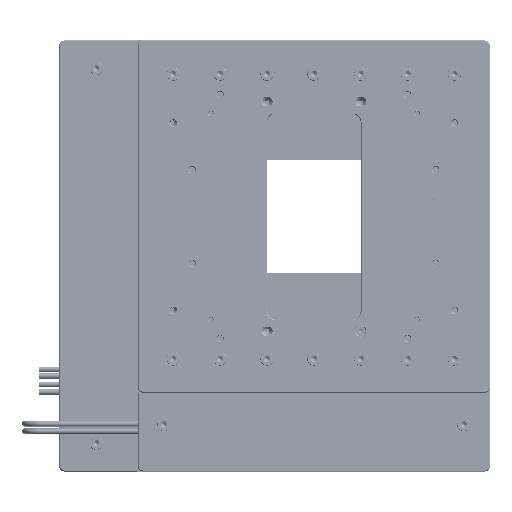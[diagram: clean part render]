
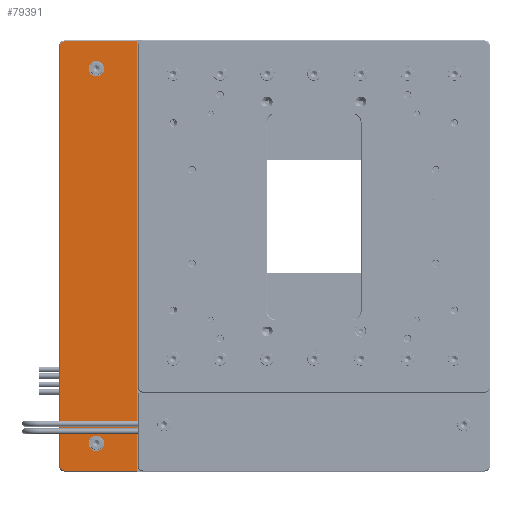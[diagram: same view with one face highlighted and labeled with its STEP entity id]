
A CAD part, top view. The second image highlights one B-rep face of the part: STEP entity #79391.
In plain terms, the highlighted planar face has unit normal (0, 0, 1).
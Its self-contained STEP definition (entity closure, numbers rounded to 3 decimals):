
#2690 = EDGE_CURVE ( 'NONE', #41212, #29965, #105784, .T. ) ;
#3710 = ORIENTED_EDGE ( 'NONE', *, *, #116281, .F. ) ;
#5630 = ORIENTED_EDGE ( 'NONE', *, *, #93481, .T. ) ;
#5923 = CARTESIAN_POINT ( 'NONE',  ( -116., 79., 14. ) ) ;
#7163 = CARTESIAN_POINT ( 'NONE',  ( -94.5, -135.5, 14. ) ) ;
#7188 = CARTESIAN_POINT ( 'NONE',  ( -134.536, -134.999, 14. ) ) ;
#8616 = CARTESIAN_POINT ( 'NONE',  ( -135.5, -133.328, 14. ) ) ;
#9064 = CARTESIAN_POINT ( 'NONE',  ( -120.167, -135.5, 14. ) ) ;
#10145 = B_SPLINE_CURVE_WITH_KNOTS ( 'NONE', 3,
 ( #99738, #9064, #97617, #140793 ),
 .UNSPECIFIED., .F., .F.,
 ( 4, 4 ),
 ( 0., 1. ),
 .UNSPECIFIED. ) ;
#11561 = CARTESIAN_POINT ( 'NONE',  ( -116., 83.125, 14. ) ) ;
#13428 = CARTESIAN_POINT ( 'NONE',  ( -135.184, 92.259, 14. ) ) ;
#14148 = CARTESIAN_POINT ( 'NONE',  ( -134.536, 92.999, 14. ) ) ;
#17724 = CARTESIAN_POINT ( 'NONE',  ( -116., 79., 14. ) ) ;
#18164 = DIRECTION ( 'NONE',  ( 0., -1., 0. ) ) ;
#20029 = EDGE_CURVE ( 'NONE', #29965, #40044, #75897, .T. ) ;
#23532 = CARTESIAN_POINT ( 'NONE',  ( -133.654, 93.435, 14. ) ) ;
#26501 = DIRECTION ( 'NONE',  ( 0., -1., 0. ) ) ;
#28059 = CARTESIAN_POINT ( 'NONE',  ( -135.5, 16.333, 14. ) ) ;
#29503 = CARTESIAN_POINT ( 'NONE',  ( -133.654, -135.435, 14. ) ) ;
#29965 = VERTEX_POINT ( 'NONE', #122559 ) ;
#34330 = CARTESIAN_POINT ( 'NONE',  ( -135.5, 91., 14. ) ) ;
#35396 = EDGE_CURVE ( 'NONE', #60762, #71766, #121646, .T. ) ;
#37739 = ORIENTED_EDGE ( 'NONE', *, *, #20029, .T. ) ;
#39029 = DIRECTION ( 'NONE',  ( 0., 1., 0. ) ) ;
#39214 = CARTESIAN_POINT ( 'NONE',  ( -116., -125.125, 14. ) ) ;
#40044 = VERTEX_POINT ( 'NONE', #108594 ) ;
#41212 = VERTEX_POINT ( 'NONE', #64048 ) ;
#43751 = DIRECTION ( 'NONE',  ( 0., 1., 0. ) ) ;
#43872 = ORIENTED_EDGE ( 'NONE', *, *, #96528, .F. ) ;
#44872 = AXIS2_PLACEMENT_3D ( 'NONE', #84353, #62050, #18164 ) ;
#45164 = CARTESIAN_POINT ( 'NONE',  ( -116., -121., 14. ) ) ;
#48074 = EDGE_CURVE ( 'NONE', #120798, #53666, #134091, .T. ) ;
#50789 = CARTESIAN_POINT ( 'NONE',  ( -135.5, -133., 14. ) ) ;
#51061 = DIRECTION ( 'NONE',  ( 0., 1., 0. ) ) ;
#53218 = CARTESIAN_POINT ( 'NONE',  ( -135.435, -133.654, 14. ) ) ;
#53666 = VERTEX_POINT ( 'NONE', #11561 ) ;
#54684 = ORIENTED_EDGE ( 'NONE', *, *, #35396, .F. ) ;
#56030 = FACE_BOUND ( 'NONE', #93521, .T. ) ;
#56660 = DIRECTION ( 'NONE',  ( 0., 0., 1. ) ) ;
#57322 = CARTESIAN_POINT ( 'NONE',  ( -135.5, 91.329, 14. ) ) ;
#57744 = CARTESIAN_POINT ( 'NONE',  ( -107.333, 93.5, 14. ) ) ;
#58781 = VERTEX_POINT ( 'NONE', #125566 ) ;
#59868 = CARTESIAN_POINT ( 'NONE',  ( -120.167, 93.5, 14. ) ) ;
#59921 = B_SPLINE_CURVE_WITH_KNOTS ( 'NONE', 3,
 ( #112765, #90461, #23532, #89726, #14148, #65986, #13428, #132937, #57322, #34330 ),
 .UNSPECIFIED., .F., .F.,
 ( 4, 2, 2, 2, 4 ),
 ( 0., 0.25, 0.5, 0.75, 1. ),
 .UNSPECIFIED. ) ;
#60762 = VERTEX_POINT ( 'NONE', #123848 ) ;
#62050 = DIRECTION ( 'NONE',  ( 0., 0., 1. ) ) ;
#62113 = ORIENTED_EDGE ( 'NONE', *, *, #48074, .F. ) ;
#63279 = CARTESIAN_POINT ( 'NONE',  ( -135.5, -133., 14. ) ) ;
#63319 = CARTESIAN_POINT ( 'NONE',  ( -135.5, -133., 14. ) ) ;
#63883 = ORIENTED_EDGE ( 'NONE', *, *, #112937, .T. ) ;
#64025 = CARTESIAN_POINT ( 'NONE',  ( -133., -135.5, 14. ) ) ;
#64048 = CARTESIAN_POINT ( 'NONE',  ( -94.5, -135.5, 14. ) ) ;
#65140 = EDGE_LOOP ( 'NONE', ( #54684, #43872 ) ) ;
#65986 = CARTESIAN_POINT ( 'NONE',  ( -134.999, 92.536, 14. ) ) ;
#66899 = B_SPLINE_CURVE_WITH_KNOTS ( 'NONE', 3,
 ( #63319, #8616, #53218, #72701, #116611, #7188, #105112, #29503, #113986, #64025 ),
 .UNSPECIFIED., .F., .F.,
 ( 4, 2, 2, 2, 4 ),
 ( 0., 0.25, 0.5, 0.75, 1. ),
 .UNSPECIFIED. ) ;
#71766 = VERTEX_POINT ( 'NONE', #39214 ) ;
#72009 = AXIS2_PLACEMENT_3D ( 'NONE', #17724, #73119, #95457 ) ;
#72701 = CARTESIAN_POINT ( 'NONE',  ( -135.184, -134.259, 14. ) ) ;
#73119 = DIRECTION ( 'NONE',  ( 0., 0., 1. ) ) ;
#74083 = CARTESIAN_POINT ( 'NONE',  ( -135.5, -58.333, 14. ) ) ;
#75897 = B_SPLINE_CURVE_WITH_KNOTS ( 'NONE', 3,
 ( #136211, #57744, #59868, #93010 ),
 .UNSPECIFIED., .F., .F.,
 ( 4, 4 ),
 ( 0., 1. ),
 .UNSPECIFIED. ) ;
#79391 = ADVANCED_FACE ( 'NONE', ( #56030, #91265, #136626 ), #82585, .T. ) ;
#82585 = PLANE ( 'NONE',  #128193 ) ;
#83294 = CARTESIAN_POINT ( 'NONE',  ( -94.5, -21., 14. ) ) ;
#84353 = CARTESIAN_POINT ( 'NONE',  ( -116., -121., 14. ) ) ;
#84513 = VERTEX_POINT ( 'NONE', #50789 ) ;
#89726 = CARTESIAN_POINT ( 'NONE',  ( -134.259, 93.184, 14. ) ) ;
#90461 = CARTESIAN_POINT ( 'NONE',  ( -133.328, 93.5, 14. ) ) ;
#91265 = FACE_BOUND ( 'NONE', #65140, .T. ) ;
#91410 = EDGE_LOOP ( 'NONE', ( #93338, #97727, #37739, #63883, #5630, #114760 ) ) ;
#93010 = CARTESIAN_POINT ( 'NONE',  ( -133., 93.5, 14. ) ) ;
#93338 = ORIENTED_EDGE ( 'NONE', *, *, #114248, .T. ) ;
#93481 = EDGE_CURVE ( 'NONE', #58781, #84513, #100286, .T. ) ;
#93521 = EDGE_LOOP ( 'NONE', ( #3710, #62113 ) ) ;
#95457 = DIRECTION ( 'NONE',  ( 0., -1., 0. ) ) ;
#96400 = CARTESIAN_POINT ( 'NONE',  ( -135.5, 91., 14. ) ) ;
#96528 = EDGE_CURVE ( 'NONE', #71766, #60762, #127618, .T. ) ;
#97617 = CARTESIAN_POINT ( 'NONE',  ( -107.333, -135.5, 14. ) ) ;
#97727 = ORIENTED_EDGE ( 'NONE', *, *, #2690, .T. ) ;
#99738 = CARTESIAN_POINT ( 'NONE',  ( -133., -135.5, 14. ) ) ;
#99838 = VERTEX_POINT ( 'NONE', #101600 ) ;
#100286 = B_SPLINE_CURVE_WITH_KNOTS ( 'NONE', 3,
 ( #96400, #28059, #74083, #63279 ),
 .UNSPECIFIED., .F., .F.,
 ( 4, 4 ),
 ( 0., 1. ),
 .UNSPECIFIED. ) ;
#101600 = CARTESIAN_POINT ( 'NONE',  ( -133., -135.5, 14. ) ) ;
#105112 = CARTESIAN_POINT ( 'NONE',  ( -134.259, -135.184, 14. ) ) ;
#105784 = LINE ( 'NONE', #7163, #108639 ) ;
#108594 = CARTESIAN_POINT ( 'NONE',  ( -133., 93.5, 14. ) ) ;
#108639 = VECTOR ( 'NONE', #51061, 1000. ) ;
#112765 = CARTESIAN_POINT ( 'NONE',  ( -133., 93.5, 14. ) ) ;
#112937 = EDGE_CURVE ( 'NONE', #40044, #58781, #59921, .T. ) ;
#113986 = CARTESIAN_POINT ( 'NONE',  ( -133.329, -135.5, 14. ) ) ;
#114248 = EDGE_CURVE ( 'NONE', #99838, #41212, #10145, .T. ) ;
#114760 = ORIENTED_EDGE ( 'NONE', *, *, #139299, .T. ) ;
#115571 = CIRCLE ( 'NONE', #140823, 4.125 ) ;
#116281 = EDGE_CURVE ( 'NONE', #53666, #120798, #115571, .T. ) ;
#116611 = CARTESIAN_POINT ( 'NONE',  ( -134.999, -134.536, 14. ) ) ;
#120798 = VERTEX_POINT ( 'NONE', #130918 ) ;
#121646 = CIRCLE ( 'NONE', #140019, 4.125 ) ;
#122559 = CARTESIAN_POINT ( 'NONE',  ( -94.5, 93.5, 14. ) ) ;
#123848 = CARTESIAN_POINT ( 'NONE',  ( -116., -116.875, 14. ) ) ;
#125566 = CARTESIAN_POINT ( 'NONE',  ( -135.5, 91., 14. ) ) ;
#127244 = DIRECTION ( 'NONE',  ( 0., 0., 1. ) ) ;
#127618 = CIRCLE ( 'NONE', #44872, 4.125 ) ;
#128193 = AXIS2_PLACEMENT_3D ( 'NONE', #83294, #127244, #26501 ) ;
#130918 = CARTESIAN_POINT ( 'NONE',  ( -116., 74.875, 14. ) ) ;
#132937 = CARTESIAN_POINT ( 'NONE',  ( -135.435, 91.654, 14. ) ) ;
#134091 = CIRCLE ( 'NONE', #72009, 4.125 ) ;
#136211 = CARTESIAN_POINT ( 'NONE',  ( -94.5, 93.5, 14. ) ) ;
#136626 = FACE_OUTER_BOUND ( 'NONE', #91410, .T. ) ;
#137643 = DIRECTION ( 'NONE',  ( 0., 0., 1. ) ) ;
#139299 = EDGE_CURVE ( 'NONE', #84513, #99838, #66899, .T. ) ;
#140019 = AXIS2_PLACEMENT_3D ( 'NONE', #45164, #56660, #43751 ) ;
#140793 = CARTESIAN_POINT ( 'NONE',  ( -94.5, -135.5, 14. ) ) ;
#140823 = AXIS2_PLACEMENT_3D ( 'NONE', #5923, #137643, #39029 ) ;
